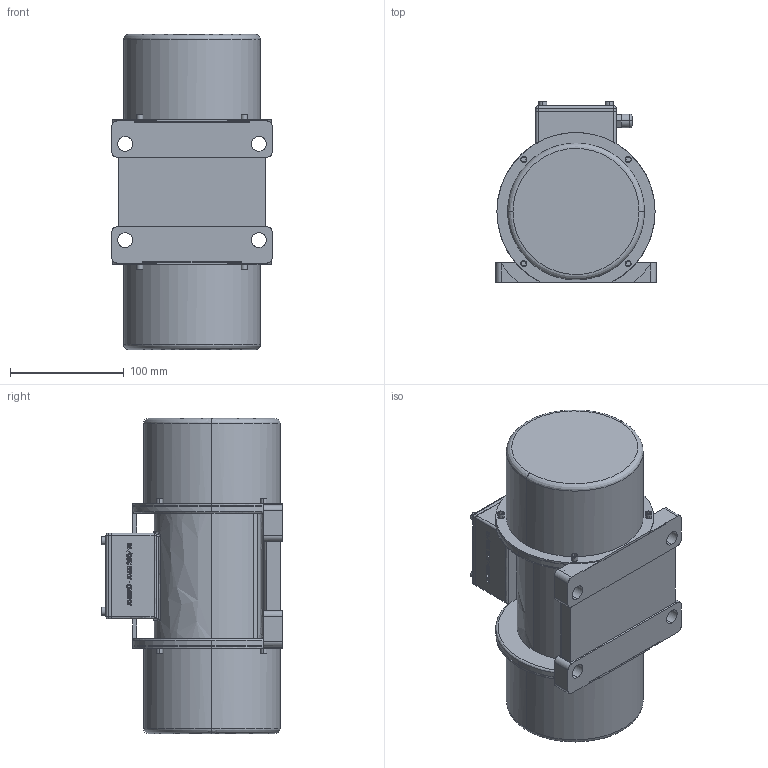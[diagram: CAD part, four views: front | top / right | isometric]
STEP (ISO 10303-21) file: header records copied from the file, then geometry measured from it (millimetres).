
FILE_DESCRIPTION(('FreeCAD Model'),'2;1');
FILE_NAME('Open CASCADE Shape Model','2025-05-09T19:46:04',('FreeCAD'),( 'FreeCAD'),'Open CASCADE STEP processor 7.6','FreeCAD','Unknown');
FILE_SCHEMA(('AUTOMOTIVE_DESIGN { 1 0 10303 214 1 1 1 1 }'));
Length unit declared in the file: millimetre
Products named in the file (1): Open CASCADE STEP translator 7.6 1
Bounding box: 140.62 x 158.44 x 276.56 mm (x, y, z)
Volume: 3283002.3 mm3; surface area: 199211.4 mm2
Topology: 9 solids, 9 shells, 464 faces, 1200 edges, 781 vertices
Faces by surface type: bspline 464
Entity records: 19215 total; most frequent: CARTESIAN_POINT 11989, ORIENTED_EDGE 2386, EDGE_CURVE 1193, B_SPLINE_CURVE_WITH_KNOTS 959, VERTEX_POINT 781, FACE_BOUND 534, EDGE_LOOP 534, ADVANCED_FACE 464
